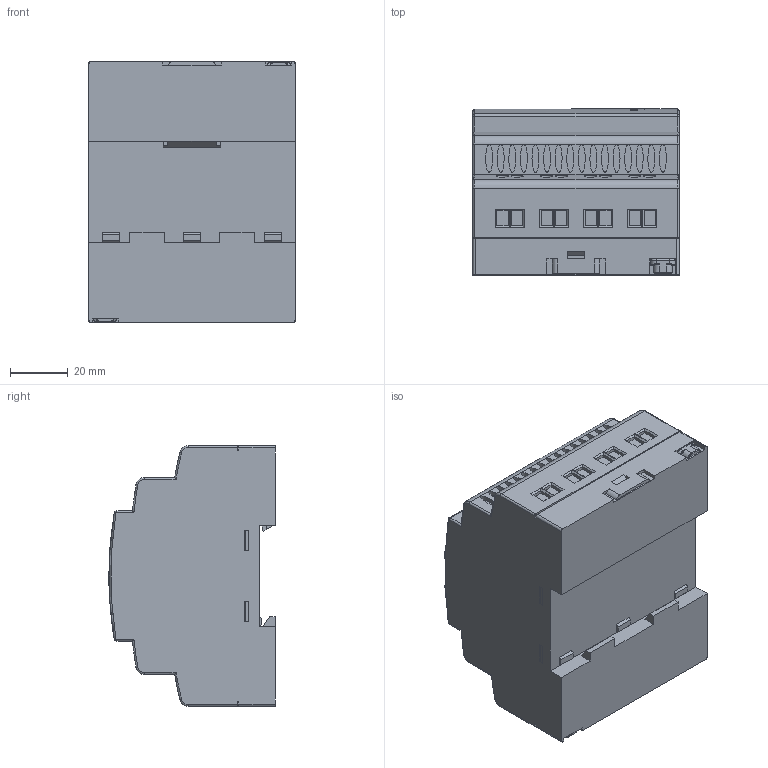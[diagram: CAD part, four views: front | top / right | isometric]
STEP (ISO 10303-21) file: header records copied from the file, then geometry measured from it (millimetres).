
FILE_DESCRIPTION((''),'2;1');
FILE_NAME('_CB12_SW0001','2011-12-08T',('LPADBY2'),('CROUZET-AUTOMATISMES'),'PRO/ENGINEER BY PARAMETRIC TECHNOLOGY CORPORATION, 2009090','PRO/ENGINEER BY PARAMETRIC TECHNOLOGY CORPORATION, 2009090','');
FILE_SCHEMA(('CONFIG_CONTROL_DESIGN'));
Length unit declared in the file: millimetre
Products named in the file (1): _CB12_SW0001
Bounding box: 71.6 x 57.4 x 90 mm (x, y, z)
Volume: 297980.4 mm3; surface area: 31742.1 mm2
Topology: 1 solids, 1 shells, 533 faces, 1235 edges, 780 vertices
Faces by surface type: plane 326, cylinder 105, extrusion 64, torus 29, bspline 8, sphere 1
Entity records: 18944 total; most frequent: CARTESIAN_POINT 7054, ORIENTED_EDGE 2470, DIRECTION 2214, EDGE_CURVE 1235, VECTOR 926, LINE 862, VERTEX_POINT 780, AXIS2_PLACEMENT_3D 644
